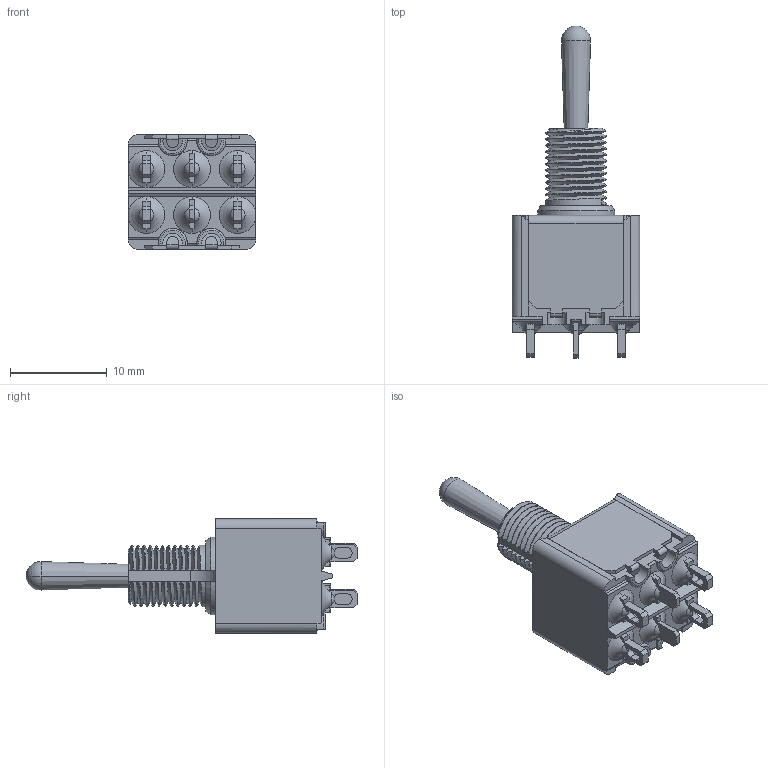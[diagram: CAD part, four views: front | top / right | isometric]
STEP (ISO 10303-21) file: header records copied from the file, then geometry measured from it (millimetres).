
FILE_DESCRIPTION((''),'2;1');
FILE_NAME('5644TH1RA','2014-12-22T',('brevel'),(''),'PRO/ENGINEER BY PARAMETRIC TECHNOLOGY CORPORATION, 2013410','PRO/ENGINEER BY PARAMETRIC TECHNOLOGY CORPORATION, 2013410','');
FILE_SCHEMA(('CONFIG_CONTROL_DESIGN'));
Length unit declared in the file: millimetre
Products named in the file (1): 5644TH1RA
Bounding box: 13.2 x 34.25 x 11.85 mm (x, y, z)
Surface area: 1664.7 mm2 (no closed solid volume)
Topology: 0 solids, 3 shells, 316 faces, 1034 edges, 702 vertices
Faces by surface type: plane 195, cylinder 54, bspline 32, torus 16, sphere 14, cone 5
Entity records: 16317 total; most frequent: CARTESIAN_POINT 7616, ORIENTED_EDGE 1960, DIRECTION 1588, EDGE_CURVE 1032, VERTEX_POINT 702, VECTOR 564, LINE 564, AXIS2_PLACEMENT_3D 512
